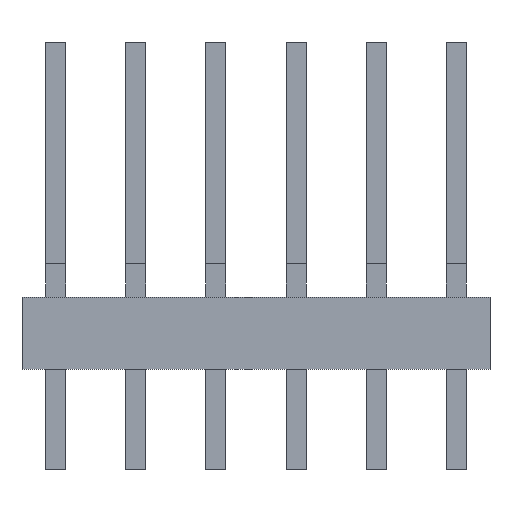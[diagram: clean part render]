
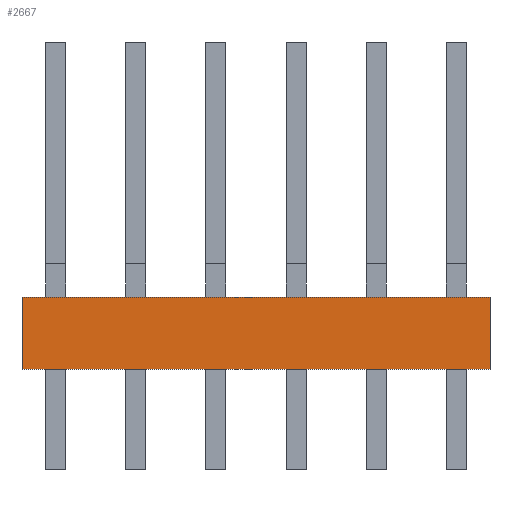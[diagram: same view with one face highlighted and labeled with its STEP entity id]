
A CAD part, front view. The second image highlights one B-rep face of the part: STEP entity #2667.
In plain terms, the highlighted planar face has unit normal (0, -1, 0).
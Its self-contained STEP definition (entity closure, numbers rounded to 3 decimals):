
#147=DIRECTION('',(1.,0.,0.));
#148=VECTOR('',#147,14.834);
#149=CARTESIAN_POINT('',(-7.417,-2.438,0.));
#150=LINE('',#149,#148);
#347=DIRECTION('',(0.,0.,-1.));
#348=VECTOR('',#347,2.286);
#349=CARTESIAN_POINT('',(-7.417,-2.438,0.));
#350=LINE('',#349,#348);
#351=DIRECTION('',(0.,0.,-1.));
#352=VECTOR('',#351,2.286);
#353=CARTESIAN_POINT('',(7.417,-2.438,0.));
#354=LINE('',#353,#352);
#363=DIRECTION('',(1.,0.,0.));
#364=VECTOR('',#363,14.834);
#365=CARTESIAN_POINT('',(-7.417,-2.438,-2.286));
#366=LINE('',#365,#364);
#1912=CARTESIAN_POINT('',(-7.417,-2.438,0.));
#1914=VERTEX_POINT('',#1912);
#1915=CARTESIAN_POINT('',(7.417,-2.438,0.));
#1916=VERTEX_POINT('',#1915);
#1920=CARTESIAN_POINT('',(-7.417,-2.438,-2.286));
#1922=VERTEX_POINT('',#1920);
#1923=CARTESIAN_POINT('',(7.417,-2.438,-2.286));
#1924=VERTEX_POINT('',#1923);
#2654=CARTESIAN_POINT('',(-7.417,-2.438,0.));
#2655=DIRECTION('',(0.,-1.,0.));
#2656=DIRECTION('',(1.,0.,0.));
#2657=AXIS2_PLACEMENT_3D('',#2654,#2655,#2656);
#2658=PLANE('',#2657);
#2659=ORIENTED_EDGE('',*,*,#2514,.T.);
#2661=ORIENTED_EDGE('',*,*,#2660,.T.);
#2663=ORIENTED_EDGE('',*,*,#2662,.F.);
#2664=ORIENTED_EDGE('',*,*,#2645,.F.);
#2665=EDGE_LOOP('',(#2659,#2661,#2663,#2664));
#2666=FACE_OUTER_BOUND('',#2665,.F.);
#2514=EDGE_CURVE('',#1914,#1916,#150,.T.);
#2645=EDGE_CURVE('',#1914,#1922,#350,.T.);
#2660=EDGE_CURVE('',#1916,#1924,#354,.T.);
#2662=EDGE_CURVE('',#1922,#1924,#366,.T.);
#2667=ADVANCED_FACE('',(#2666),#2658,.T.);
